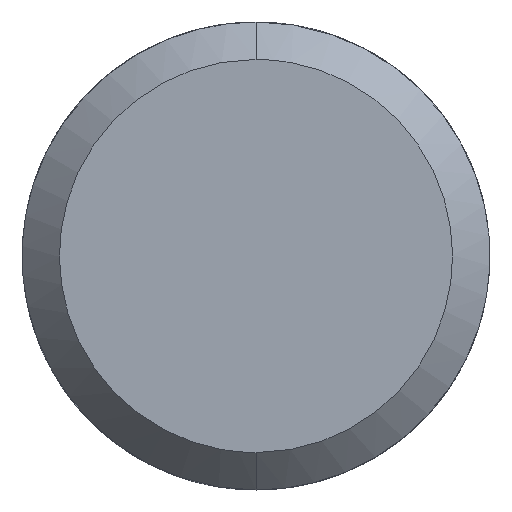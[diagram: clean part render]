
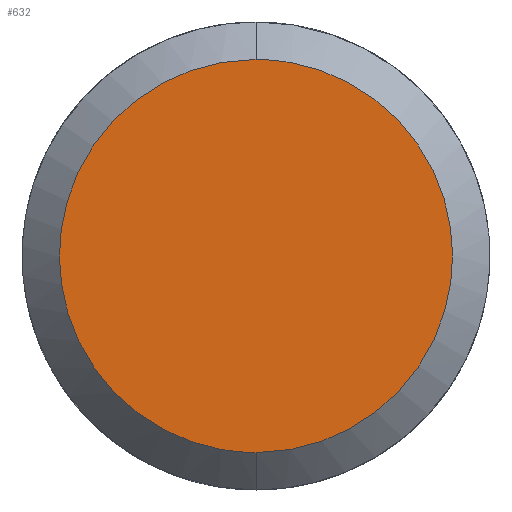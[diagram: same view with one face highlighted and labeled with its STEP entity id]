
A CAD part, front view. The second image highlights one B-rep face of the part: STEP entity #632.
In plain terms, the highlighted free-form (B-spline) face has degree [1, 1] with [2, 2] control points.
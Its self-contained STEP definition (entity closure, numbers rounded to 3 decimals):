
#305 = EDGE_CURVE('',#306,#308,#310,.T.);
#306 = VERTEX_POINT('',#307);
#307 = CARTESIAN_POINT('',(0.,-64.071,
    -15.645));
#308 = VERTEX_POINT('',#309);
#309 = CARTESIAN_POINT('',(0.,-64.071,15.645));
#310 = ( BOUNDED_CURVE() B_SPLINE_CURVE(2,(#311,#312,#313,#314,#315),
.UNSPECIFIED.,.F.,.F.) B_SPLINE_CURVE_WITH_KNOTS((3,2,3),(3.142,
4.712,6.283),.PIECEWISE_BEZIER_KNOTS.) CURVE() 
GEOMETRIC_REPRESENTATION_ITEM() RATIONAL_B_SPLINE_CURVE((1.,
0.707,1.,0.707,1.)) REPRESENTATION_ITEM('') );
#311 = CARTESIAN_POINT('',(0.,-64.071,
    -15.645));
#312 = CARTESIAN_POINT('',(15.645,-64.071,
    -15.645));
#313 = CARTESIAN_POINT('',(15.645,-64.071,
    0.));
#314 = CARTESIAN_POINT('',(15.645,-64.071,
    15.645));
#315 = CARTESIAN_POINT('',(0.,-64.071,
    15.645));
#632 = ADVANCED_FACE('',(#633),#644,.F.);
#633 = FACE_BOUND('',#634,.T.);
#634 = EDGE_LOOP('',(#635,#643));
#635 = ORIENTED_EDGE('',*,*,#636,.T.);
#636 = EDGE_CURVE('',#308,#306,#637,.T.);
#637 = ( BOUNDED_CURVE() B_SPLINE_CURVE(2,(#638,#639,#640,#641,#642),
.UNSPECIFIED.,.F.,.F.) B_SPLINE_CURVE_WITH_KNOTS((3,2,3),(0.,
1.571,3.142),.PIECEWISE_BEZIER_KNOTS.) CURVE() 
GEOMETRIC_REPRESENTATION_ITEM() RATIONAL_B_SPLINE_CURVE((1.,
0.707,1.,0.707,1.)) REPRESENTATION_ITEM('') );
#638 = CARTESIAN_POINT('',(0.,-64.071,15.645));
#639 = CARTESIAN_POINT('',(-15.645,-64.071,
    15.645));
#640 = CARTESIAN_POINT('',(-15.645,-64.071,
    0.));
#641 = CARTESIAN_POINT('',(-15.645,-64.071,-15.645
    ));
#642 = CARTESIAN_POINT('',(0.,-64.071,
    -15.645));
#643 = ORIENTED_EDGE('',*,*,#305,.T.);
#644 = B_SPLINE_SURFACE_WITH_KNOTS('',1,1,(
    (#645,#646)
    ,(#647,#648
    )),.UNSPECIFIED.,.F.,.F.,.F.,(2,2),(2,2),(-10.5,10.5),(-10.5,10.5),
  .PIECEWISE_BEZIER_KNOTS.);
#645 = CARTESIAN_POINT('',(-15.645,-64.071,-15.645
    ));
#646 = CARTESIAN_POINT('',(15.645,-64.071,
    -15.645));
#647 = CARTESIAN_POINT('',(-15.645,-64.071,
    15.645));
#648 = CARTESIAN_POINT('',(15.645,-64.071,
    15.645));
